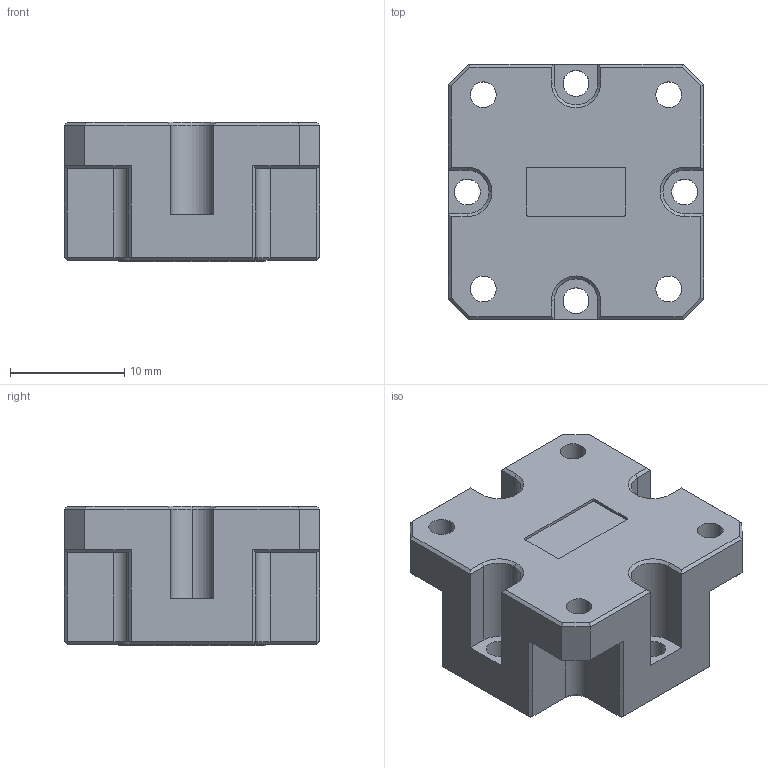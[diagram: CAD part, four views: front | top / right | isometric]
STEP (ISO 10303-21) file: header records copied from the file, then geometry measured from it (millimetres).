
FILE_DESCRIPTION (( 'STEP AP203' ), '1' );
FILE_NAME ('UF-3-750.STEP', '2025-07-09T16:43:20', ( '' ), ( '' ), 'SwSTEP 2.0', 'SolidWorks 2021', '' );
FILE_SCHEMA (( 'CONFIG_CONTROL_DESIGN' ));
Length unit declared in the file: inch
Products named in the file (1): UF-3-750
Bounding box: 22.35 x 22.35 x 12.24 mm (x, y, z)
Volume: 4433.6 mm3; surface area: 2524.8 mm2
Topology: 1 solids, 1 shells, 215 faces, 513 edges, 299 vertices
Faces by surface type: plane 113, cylinder 57, cone 45
Entity records: 6097 total; most frequent: DIRECTION 1064, CARTESIAN_POINT 1036, ORIENTED_EDGE 994, EDGE_CURVE 497, AXIS2_PLACEMENT_3D 359, VECTOR 346, LINE 346, VERTEX_POINT 299
